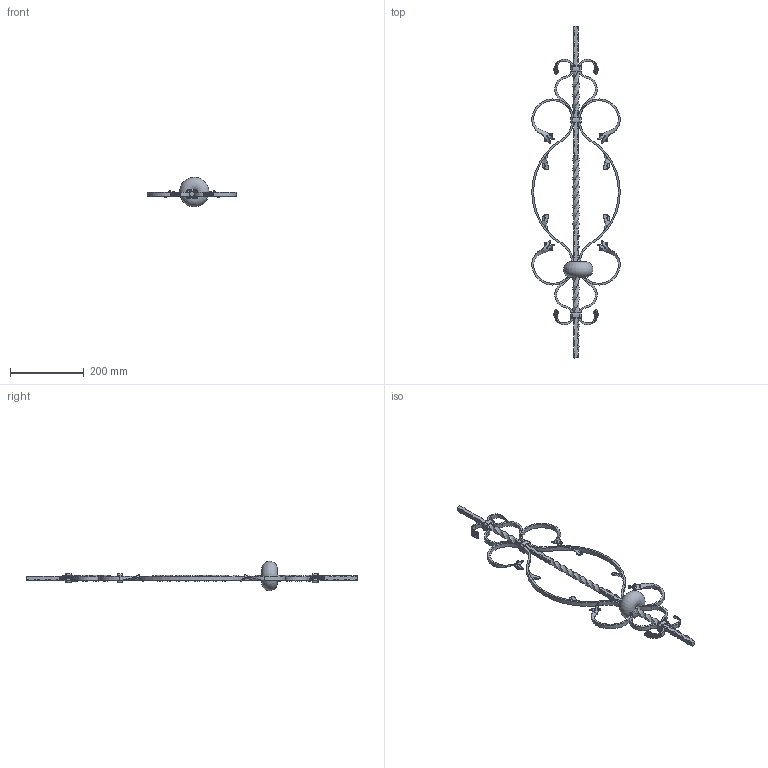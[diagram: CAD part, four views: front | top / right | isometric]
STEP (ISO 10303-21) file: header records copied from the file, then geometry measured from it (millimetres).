
FILE_DESCRIPTION (( 'STEP AP203' ), '1' );
FILE_NAME ('1997.STEP', '2023-07-06T11:33:41', ( '' ), ( '' ), 'SwSTEP 2.0', 'SolidWorks 2018', '' );
FILE_SCHEMA (( 'CONFIG_CONTROL_DESIGN' ));
Length unit declared in the file: millimetre
Products named in the file (1): 1997
Bounding box: 240 x 900 x 79.85 mm (x, y, z)
Volume: 483418.8 mm3; surface area: 181717.5 mm2
Topology: 19 solids, 19 shells, 1152 faces, 2861 edges, 1641 vertices
Faces by surface type: bspline 558, plane 392, torus 134, cylinder 68
Entity records: 110350 total; most frequent: CARTESIAN_POINT 87578, ORIENTED_EDGE 5474, DIRECTION 3440, EDGE_CURVE 2737, VERTEX_POINT 1639, EDGE_LOOP 1176, AXIS2_PLACEMENT_3D 1172, ADVANCED_FACE 1152
